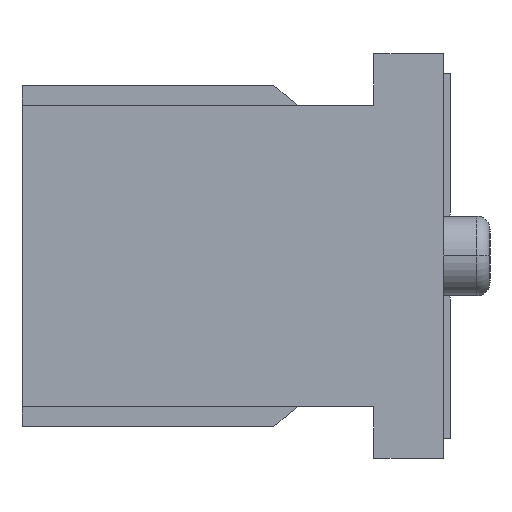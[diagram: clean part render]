
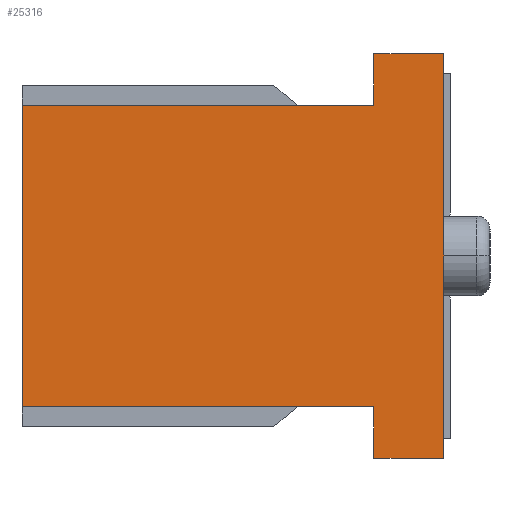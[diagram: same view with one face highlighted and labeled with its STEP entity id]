
A CAD part, left-side view. The second image highlights one B-rep face of the part: STEP entity #25316.
In plain terms, the highlighted planar face has unit normal (-1, 0, 0).
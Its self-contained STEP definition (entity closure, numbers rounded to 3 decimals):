
#715=DIRECTION('',(0.,-1.,0.));
#716=VECTOR('',#715,5.3);
#717=CARTESIAN_POINT('',(-17.95,6.35,-2.27));
#718=LINE('',#717,#716);
#853=DIRECTION('',(0.,0.,-1.));
#854=VECTOR('',#853,4.54);
#855=CARTESIAN_POINT('',(-17.95,6.35,2.27));
#856=LINE('',#855,#854);
#857=DIRECTION('',(0.,1.,0.));
#858=VECTOR('',#857,5.3);
#859=CARTESIAN_POINT('',(-17.95,1.05,2.27));
#860=LINE('',#859,#858);
#861=DIRECTION('',(0.,0.,-1.));
#862=VECTOR('',#861,0.78);
#863=CARTESIAN_POINT('',(-17.95,1.05,3.05));
#864=LINE('',#863,#862);
#865=DIRECTION('',(0.,0.,1.));
#866=VECTOR('',#865,6.1);
#867=CARTESIAN_POINT('',(-17.95,0.,-3.05));
#868=LINE('',#867,#866);
#869=DIRECTION('',(0.,0.,-1.));
#870=VECTOR('',#869,0.78);
#871=CARTESIAN_POINT('',(-17.95,1.05,-2.27));
#872=LINE('',#871,#870);
#18261=DIRECTION('',(0.,-1.,0.));
#18262=VECTOR('',#18261,1.05);
#18263=CARTESIAN_POINT('',(-17.95,1.05,3.05));
#18264=LINE('',#18263,#18262);
#18285=DIRECTION('',(0.,1.,0.));
#18286=VECTOR('',#18285,1.05);
#18287=CARTESIAN_POINT('',(-17.95,0.,-3.05));
#18288=LINE('',#18287,#18286);
#21733=CARTESIAN_POINT('',(-17.95,0.,3.05));
#21734=VERTEX_POINT('',#21733);
#21735=CARTESIAN_POINT('',(-17.95,0.,-3.05));
#21736=VERTEX_POINT('',#21735);
#21921=CARTESIAN_POINT('',(-17.95,6.35,2.27));
#21922=VERTEX_POINT('',#21921);
#21923=CARTESIAN_POINT('',(-17.95,6.35,-2.27));
#21924=VERTEX_POINT('',#21923);
#22007=CARTESIAN_POINT('',(-17.95,1.05,2.27));
#22008=VERTEX_POINT('',#22007);
#22035=CARTESIAN_POINT('',(-17.95,1.05,3.05));
#22036=VERTEX_POINT('',#22035);
#22039=CARTESIAN_POINT('',(-17.95,1.05,-2.27));
#22040=VERTEX_POINT('',#22039);
#22041=CARTESIAN_POINT('',(-17.95,1.05,-3.05));
#22042=VERTEX_POINT('',#22041);
#25297=CARTESIAN_POINT('',(-17.95,3.175,0.));
#25298=DIRECTION('',(1.,0.,0.));
#25299=DIRECTION('',(0.,0.,1.));
#25300=AXIS2_PLACEMENT_3D('',#25297,#25298,#25299);
#25301=PLANE('',#25300);
#25302=ORIENTED_EDGE('',*,*,#25107,.F.);
#25304=ORIENTED_EDGE('',*,*,#25303,.F.);
#25305=ORIENTED_EDGE('',*,*,#25237,.F.);
#25306=ORIENTED_EDGE('',*,*,#25288,.F.);
#25308=ORIENTED_EDGE('',*,*,#25307,.T.);
#25309=ORIENTED_EDGE('',*,*,#24131,.F.);
#25311=ORIENTED_EDGE('',*,*,#25310,.T.);
#25313=ORIENTED_EDGE('',*,*,#25312,.F.);
#25314=EDGE_LOOP('',(#25302,#25304,#25305,#25306,#25308,#25309,#25311,#25313));
#25315=FACE_OUTER_BOUND('',#25314,.F.);
#24131=EDGE_CURVE('',#21736,#21734,#868,.T.);
#25107=EDGE_CURVE('',#21924,#22040,#718,.T.);
#25237=EDGE_CURVE('',#22008,#21922,#860,.T.);
#25288=EDGE_CURVE('',#22036,#22008,#864,.T.);
#25303=EDGE_CURVE('',#21922,#21924,#856,.T.);
#25307=EDGE_CURVE('',#22036,#21734,#18264,.T.);
#25310=EDGE_CURVE('',#21736,#22042,#18288,.T.);
#25312=EDGE_CURVE('',#22040,#22042,#872,.T.);
#25316=ADVANCED_FACE('',(#25315),#25301,.F.);
